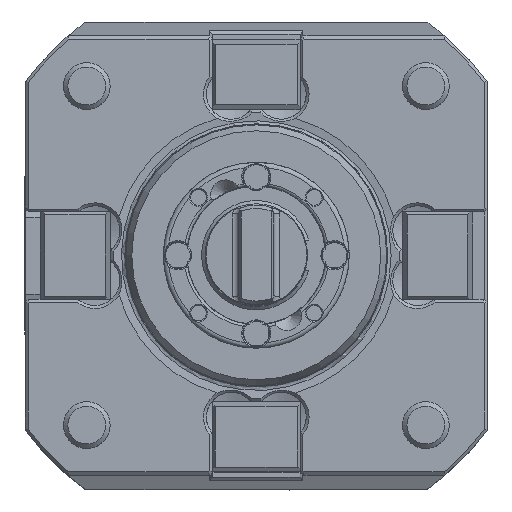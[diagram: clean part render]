
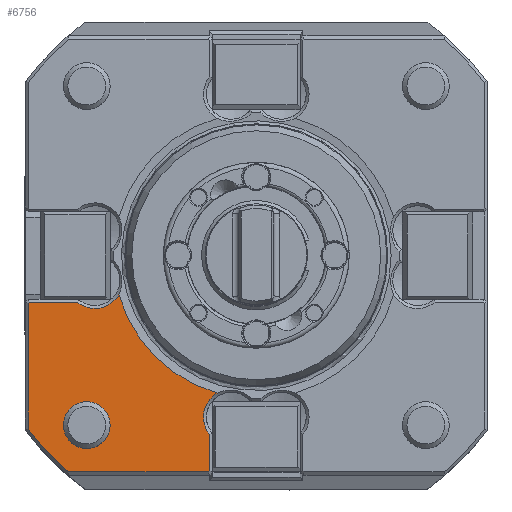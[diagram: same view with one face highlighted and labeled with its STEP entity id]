
A CAD part, top view. The second image highlights one B-rep face of the part: STEP entity #6756.
In plain terms, the highlighted planar face has unit normal (0, 0, 1).
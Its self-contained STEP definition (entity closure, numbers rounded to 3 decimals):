
#60=LINE('',#10089,#543);
#64=LINE('',#10116,#547);
#132=LINE('',#10430,#615);
#205=LINE('',#10632,#688);
#206=LINE('',#10634,#689);
#207=LINE('',#10635,#690);
#543=VECTOR('',#7961,1000.);
#547=VECTOR('',#7979,1000.);
#615=VECTOR('',#8199,1000.);
#688=VECTOR('',#8374,1000.);
#689=VECTOR('',#8375,1000.);
#690=VECTOR('',#8376,1000.);
#1852=ORIENTED_EDGE('',*,*,#3422,.T.);
#1853=ORIENTED_EDGE('',*,*,#3647,.F.);
#1854=ORIENTED_EDGE('',*,*,#3648,.T.);
#1855=ORIENTED_EDGE('',*,*,#3425,.T.);
#1856=ORIENTED_EDGE('',*,*,#3418,.T.);
#1857=ORIENTED_EDGE('',*,*,#3415,.T.);
#1858=ORIENTED_EDGE('',*,*,#3551,.T.);
#1859=ORIENTED_EDGE('',*,*,#3649,.T.);
#1860=ORIENTED_EDGE('',*,*,#3650,.F.);
#1861=ORIENTED_EDGE('',*,*,#3534,.T.);
#1862=ORIENTED_EDGE('',*,*,#3641,.F.);
#3415=EDGE_CURVE('',#4403,#4402,#60,.T.);
#3418=EDGE_CURVE('',#4405,#4403,#5056,.T.);
#3422=EDGE_CURVE('',#4408,#4408,#5058,.F.);
#3425=EDGE_CURVE('',#4409,#4405,#64,.T.);
#3534=EDGE_CURVE('',#4489,#4488,#5090,.T.);
#3551=EDGE_CURVE('',#4402,#4500,#132,.T.);
#3641=EDGE_CURVE('',#4561,#4488,#5111,.T.);
#3647=EDGE_CURVE('',#4563,#4561,#205,.T.);
#3648=EDGE_CURVE('',#4563,#4409,#206,.T.);
#3649=EDGE_CURVE('',#4500,#4564,#207,.T.);
#3650=EDGE_CURVE('',#4489,#4564,#5113,.T.);
#4402=VERTEX_POINT('',#10088);
#4403=VERTEX_POINT('',#10090);
#4405=VERTEX_POINT('',#10096);
#4408=VERTEX_POINT('',#10110);
#4409=VERTEX_POINT('',#10113);
#4488=VERTEX_POINT('',#10391);
#4489=VERTEX_POINT('',#10393);
#4500=VERTEX_POINT('',#10429);
#4561=VERTEX_POINT('',#10620);
#4563=VERTEX_POINT('',#10633);
#4564=VERTEX_POINT('',#10636);
#5056=CIRCLE('',#7148,49.);
#5058=CIRCLE('',#7151,4.);
#5090=CIRCLE('',#7220,24.429);
#5111=CIRCLE('',#7274,4.75);
#5113=CIRCLE('',#7280,4.75);
#5468=EDGE_LOOP('',(#1852));
#5469=EDGE_LOOP('',(#1853,#1854,#1855,#1856,#1857,#1858,#1859,#1860,#1861,
#1862));
#6009=FACE_BOUND('',#5468,.T.);
#6010=FACE_BOUND('',#5469,.T.);
#6486=PLANE('',#7279);
#6756=ADVANCED_FACE('',(#6009,#6010),#6486,.T.);
#7148=AXIS2_PLACEMENT_3D('',#10095,#7967,#7968);
#7151=AXIS2_PLACEMENT_3D('',#10109,#7973,#7974);
#7220=AXIS2_PLACEMENT_3D('',#10392,#8169,#8170);
#7274=AXIS2_PLACEMENT_3D('',#10621,#8358,#8359);
#7279=AXIS2_PLACEMENT_3D('',#10631,#8372,#8373);
#7280=AXIS2_PLACEMENT_3D('',#10637,#8377,#8378);
#7961=DIRECTION('',(1.,0.,0.));
#7967=DIRECTION('',(0.,0.,1.));
#7968=DIRECTION('',(-1.,0.,0.));
#7973=DIRECTION('',(0.,0.,1.));
#7974=DIRECTION('',(1.,0.,0.));
#7979=DIRECTION('',(0.,-1.,0.));
#8169=DIRECTION('',(0.,0.,-1.));
#8170=DIRECTION('',(1.,0.,0.));
#8199=DIRECTION('',(0.702,0.712,0.));
#8358=DIRECTION('',(0.,0.,1.));
#8359=DIRECTION('',(-1.,0.,0.));
#8372=DIRECTION('',(0.,0.,1.));
#8373=DIRECTION('',(-1.,0.,0.));
#8374=DIRECTION('',(1.,0.,0.));
#8375=DIRECTION('',(-0.707,-0.707,0.));
#8376=DIRECTION('',(0.,1.,0.));
#8377=DIRECTION('',(0.,0.,1.));
#8378=DIRECTION('',(-1.,0.,0.));
#10088=CARTESIAN_POINT('',(-8.192,-37.,0.));
#10089=CARTESIAN_POINT('',(22.45,-37.,0.));
#10090=CARTESIAN_POINT('',(-32.125,-37.,0.));
#10095=CARTESIAN_POINT('',(0.,0.,0.));
#10096=CARTESIAN_POINT('',(-39.,-29.665,0.));
#10109=CARTESIAN_POINT('',(-29.,-29.,0.));
#10110=CARTESIAN_POINT('',(-25.,-29.,0.));
#10113=CARTESIAN_POINT('',(-39.,-8.19,0.));
#10116=CARTESIAN_POINT('',(-39.,0.,0.));
#10391=CARTESIAN_POINT('',(-23.498,-6.679,0.));
#10392=CARTESIAN_POINT('',(0.,0.,0.));
#10393=CARTESIAN_POINT('',(-6.679,-23.498,0.));
#10429=CARTESIAN_POINT('',(-7.983,-36.787,0.));
#10430=CARTESIAN_POINT('',(25.392,-2.897,0.));
#10620=CARTESIAN_POINT('',(-30.579,-7.983,0.));
#10621=CARTESIAN_POINT('',(-27.6,-4.283,0.));
#10631=CARTESIAN_POINT('',(22.45,0.,0.));
#10632=CARTESIAN_POINT('',(22.45,-7.983,0.));
#10633=CARTESIAN_POINT('',(-38.793,-7.983,0.));
#10634=CARTESIAN_POINT('',(-4.18,26.63,0.));
#10635=CARTESIAN_POINT('',(-7.983,0.,0.));
#10636=CARTESIAN_POINT('',(-7.983,-30.579,0.));
#10637=CARTESIAN_POINT('',(-4.283,-27.6,0.));
